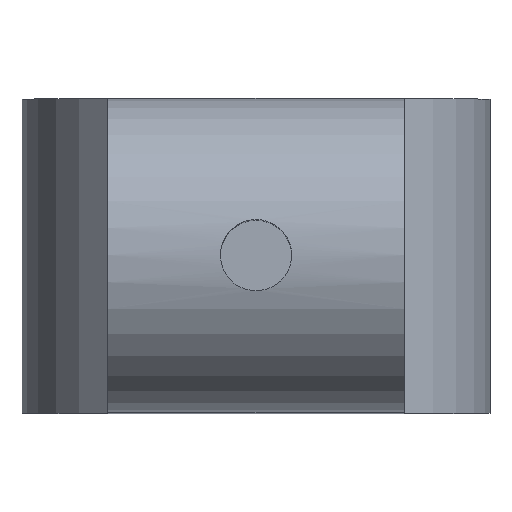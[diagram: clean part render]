
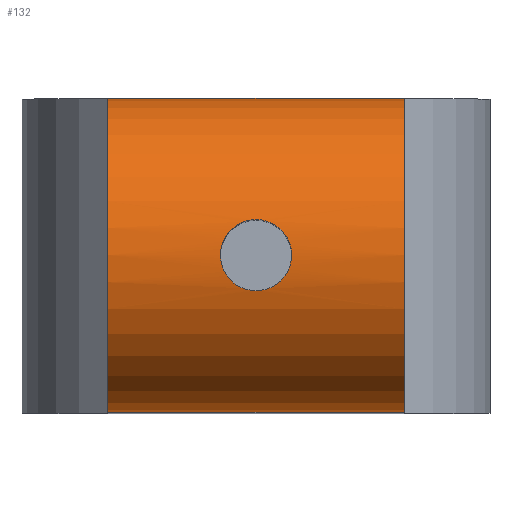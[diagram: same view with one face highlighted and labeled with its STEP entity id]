
A CAD part, top view. The second image highlights one B-rep face of the part: STEP entity #132.
In plain terms, the highlighted cylindrical face has radius 26.5 mm (diameter 53 mm), a partial arc.
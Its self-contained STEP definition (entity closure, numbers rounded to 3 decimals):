
#15=FACE_BOUND('',#32,.T.);
#23=FACE_OUTER_BOUND('',#31,.T.);
#31=EDGE_LOOP('',(#101,#102,#103,#104));
#32=EDGE_LOOP('',(#105,#106));
#38=B_SPLINE_CURVE_WITH_KNOTS('',3,(#220,#221,#222,#223,#224,#225,#226,
#227,#228,#229,#230,#231,#232,#233,#234,#235,#236,#237,#238),
 .UNSPECIFIED.,.F.,.F.,(4,3,3,3,3,3,4),(0.,0.189,0.382,
0.459,0.653,0.843,0.907),
 .UNSPECIFIED.);
#39=B_SPLINE_CURVE_WITH_KNOTS('',3,(#239,#240,#241,#242,#243,#244,#245,
#246,#247,#248,#249,#250,#251,#252,#253,#254,#255,#256,#257,#258,#259,#260,
#261,#262,#263,#264,#265,#266,#267,#268,#269,#270,#271,#272,#273,#274,#275,
#276,#277,#278,#279,#280,#281,#282,#283,#284,#285,#286,#287,#288,#289,#290,
#291,#292,#293,#294,#295,#296,#297,#298,#299),.UNSPECIFIED.,.F.,.F.,(4,
3,3,3,3,3,3,3,3,3,3,3,3,3,3,3,3,3,3,3,4),(0.907,1.099,
1.263,1.355,1.432,1.626,1.78,
1.869,2.06,2.184,2.264,2.341,
2.534,2.708,2.776,2.966,3.085,
3.173,3.247,3.439,3.63),
 .UNSPECIFIED.);
#41=LINE('',#306,#50);
#42=LINE('',#309,#51);
#50=VECTOR('',#187,10.);
#51=VECTOR('',#190,10.);
#60=CIRCLE('',#163,26.5);
#61=CIRCLE('',#164,26.5);
#66=VERTEX_POINT('',#217);
#67=VERTEX_POINT('',#219);
#68=VERTEX_POINT('',#302);
#69=VERTEX_POINT('',#303);
#70=VERTEX_POINT('',#305);
#71=VERTEX_POINT('',#307);
#79=EDGE_CURVE('',#67,#66,#38,.T.);
#80=EDGE_CURVE('',#66,#67,#39,.T.);
#81=EDGE_CURVE('',#68,#69,#60,.T.);
#82=EDGE_CURVE('',#70,#69,#41,.T.);
#83=EDGE_CURVE('',#70,#71,#61,.T.);
#84=EDGE_CURVE('',#68,#71,#42,.T.);
#101=ORIENTED_EDGE('',*,*,#81,.T.);
#102=ORIENTED_EDGE('',*,*,#82,.F.);
#103=ORIENTED_EDGE('',*,*,#83,.T.);
#104=ORIENTED_EDGE('',*,*,#84,.F.);
#105=ORIENTED_EDGE('',*,*,#79,.T.);
#106=ORIENTED_EDGE('',*,*,#80,.T.);
#128=CYLINDRICAL_SURFACE('',#162,26.5);
#132=ADVANCED_FACE('',(#23,#15),#128,.T.);
#162=AXIS2_PLACEMENT_3D('',#301,#183,#184);
#163=AXIS2_PLACEMENT_3D('',#304,#185,#186);
#164=AXIS2_PLACEMENT_3D('',#308,#188,#189);
#183=DIRECTION('center_axis',(1.,0.,0.));
#184=DIRECTION('ref_axis',(0.,1.,0.));
#185=DIRECTION('center_axis',(-1.,0.,0.));
#186=DIRECTION('ref_axis',(0.,1.,0.));
#187=DIRECTION('',(1.,0.,0.));
#188=DIRECTION('center_axis',(1.,0.,0.));
#189=DIRECTION('ref_axis',(0.,1.,0.));
#190=DIRECTION('',(-1.,0.,0.));
#217=CARTESIAN_POINT('',(19.,0.,26.5));
#219=CARTESIAN_POINT('',(25.,-6.,25.812));
#220=CARTESIAN_POINT('Ctrl Pts',(25.,-6.,25.812));
#221=CARTESIAN_POINT('Ctrl Pts',(24.37,-6.,25.812));
#222=CARTESIAN_POINT('Ctrl Pts',(23.705,-5.896,25.837));
#223=CARTESIAN_POINT('Ctrl Pts',(23.074,-5.682,25.884));
#224=CARTESIAN_POINT('Ctrl Pts',(22.431,-5.465,25.931));
#225=CARTESIAN_POINT('Ctrl Pts',(21.823,-5.133,26.001));
#226=CARTESIAN_POINT('Ctrl Pts',(21.303,-4.726,26.075));
#227=CARTESIAN_POINT('Ctrl Pts',(21.093,-4.562,26.105));
#228=CARTESIAN_POINT('Ctrl Pts',(20.899,-4.387,26.135));
#229=CARTESIAN_POINT('Ctrl Pts',(20.718,-4.203,26.165));
#230=CARTESIAN_POINT('Ctrl Pts',(20.269,-3.745,26.238));
#231=CARTESIAN_POINT('Ctrl Pts',(19.87,-3.186,26.315));
#232=CARTESIAN_POINT('Ctrl Pts',(19.579,-2.571,26.375));
#233=CARTESIAN_POINT('Ctrl Pts',(19.291,-1.964,26.434));
#234=CARTESIAN_POINT('Ctrl Pts',(19.107,-1.303,26.476));
#235=CARTESIAN_POINT('Ctrl Pts',(19.036,-0.652,26.492));
#236=CARTESIAN_POINT('Ctrl Pts',(19.012,-0.433,26.497));
#237=CARTESIAN_POINT('Ctrl Pts',(19.,-0.214,26.5));
#238=CARTESIAN_POINT('Ctrl Pts',(19.,0.,26.5));
#239=CARTESIAN_POINT('Ctrl Pts',(19.,0.,26.5));
#240=CARTESIAN_POINT('Ctrl Pts',(19.,0.64,26.5));
#241=CARTESIAN_POINT('Ctrl Pts',(19.107,1.315,26.475));
#242=CARTESIAN_POINT('Ctrl Pts',(19.327,1.955,26.428));
#243=CARTESIAN_POINT('Ctrl Pts',(19.516,2.501,26.387));
#244=CARTESIAN_POINT('Ctrl Pts',(19.786,3.022,26.331));
#245=CARTESIAN_POINT('Ctrl Pts',(20.115,3.484,26.27));
#246=CARTESIAN_POINT('Ctrl Pts',(20.299,3.741,26.236));
#247=CARTESIAN_POINT('Ctrl Pts',(20.5,3.98,26.2));
#248=CARTESIAN_POINT('Ctrl Pts',(20.712,4.197,26.166));
#249=CARTESIAN_POINT('Ctrl Pts',(20.892,4.381,26.136));
#250=CARTESIAN_POINT('Ctrl Pts',(21.085,4.555,26.106));
#251=CARTESIAN_POINT('Ctrl Pts',(21.293,4.718,26.077));
#252=CARTESIAN_POINT('Ctrl Pts',(21.816,5.128,26.002));
#253=CARTESIAN_POINT('Ctrl Pts',(22.427,5.463,25.932));
#254=CARTESIAN_POINT('Ctrl Pts',(23.073,5.682,25.884));
#255=CARTESIAN_POINT('Ctrl Pts',(23.588,5.857,25.845));
#256=CARTESIAN_POINT('Ctrl Pts',(24.125,5.959,25.821));
#257=CARTESIAN_POINT('Ctrl Pts',(24.648,5.99,25.814));
#258=CARTESIAN_POINT('Ctrl Pts',(24.948,6.007,25.81));
#259=CARTESIAN_POINT('Ctrl Pts',(25.242,6.003,25.811));
#260=CARTESIAN_POINT('Ctrl Pts',(25.544,5.975,25.818));
#261=CARTESIAN_POINT('Ctrl Pts',(26.195,5.916,25.831));
#262=CARTESIAN_POINT('Ctrl Pts',(26.859,5.744,25.871));
#263=CARTESIAN_POINT('Ctrl Pts',(27.472,5.467,25.93));
#264=CARTESIAN_POINT('Ctrl Pts',(27.873,5.286,25.968));
#265=CARTESIAN_POINT('Ctrl Pts',(28.253,5.06,26.014));
#266=CARTESIAN_POINT('Ctrl Pts',(28.598,4.802,26.061));
#267=CARTESIAN_POINT('Ctrl Pts',(28.816,4.638,26.091));
#268=CARTESIAN_POINT('Ctrl Pts',(29.02,4.462,26.122));
#269=CARTESIAN_POINT('Ctrl Pts',(29.207,4.278,26.152));
#270=CARTESIAN_POINT('Ctrl Pts',(29.391,4.097,26.182));
#271=CARTESIAN_POINT('Ctrl Pts',(29.566,3.902,26.212));
#272=CARTESIAN_POINT('Ctrl Pts',(29.73,3.692,26.242));
#273=CARTESIAN_POINT('Ctrl Pts',(30.136,3.172,26.315));
#274=CARTESIAN_POINT('Ctrl Pts',(30.467,2.564,26.384));
#275=CARTESIAN_POINT('Ctrl Pts',(30.684,1.921,26.43));
#276=CARTESIAN_POINT('Ctrl Pts',(30.881,1.338,26.473));
#277=CARTESIAN_POINT('Ctrl Pts',(30.985,0.727,26.496));
#278=CARTESIAN_POINT('Ctrl Pts',(30.998,0.141,26.5));
#279=CARTESIAN_POINT('Ctrl Pts',(31.004,-0.085,26.501));
#280=CARTESIAN_POINT('Ctrl Pts',(30.996,-0.31,26.499));
#281=CARTESIAN_POINT('Ctrl Pts',(30.976,-0.54,26.494));
#282=CARTESIAN_POINT('Ctrl Pts',(30.917,-1.19,26.481));
#283=CARTESIAN_POINT('Ctrl Pts',(30.746,-1.854,26.442));
#284=CARTESIAN_POINT('Ctrl Pts',(30.47,-2.466,26.385));
#285=CARTESIAN_POINT('Ctrl Pts',(30.297,-2.849,26.349));
#286=CARTESIAN_POINT('Ctrl Pts',(30.084,-3.212,26.307));
#287=CARTESIAN_POINT('Ctrl Pts',(29.842,-3.544,26.262));
#288=CARTESIAN_POINT('Ctrl Pts',(29.662,-3.789,26.229));
#289=CARTESIAN_POINT('Ctrl Pts',(29.466,-4.017,26.195));
#290=CARTESIAN_POINT('Ctrl Pts',(29.261,-4.224,26.161));
#291=CARTESIAN_POINT('Ctrl Pts',(29.09,-4.397,26.133));
#292=CARTESIAN_POINT('Ctrl Pts',(28.906,-4.562,26.105));
#293=CARTESIAN_POINT('Ctrl Pts',(28.709,-4.717,26.077));
#294=CARTESIAN_POINT('Ctrl Pts',(28.191,-5.124,26.003));
#295=CARTESIAN_POINT('Ctrl Pts',(27.585,-5.457,25.933));
#296=CARTESIAN_POINT('Ctrl Pts',(26.945,-5.676,25.885));
#297=CARTESIAN_POINT('Ctrl Pts',(26.308,-5.894,25.837));
#298=CARTESIAN_POINT('Ctrl Pts',(25.637,-6.,25.812));
#299=CARTESIAN_POINT('Ctrl Pts',(25.,-6.,25.812));
#301=CARTESIAN_POINT('Origin',(0.,0.,0.));
#302=CARTESIAN_POINT('',(50.,-26.5,0.));
#303=CARTESIAN_POINT('',(50.,26.5,0.));
#304=CARTESIAN_POINT('Origin',(50.,0.,0.));
#305=CARTESIAN_POINT('',(0.,26.5,0.));
#306=CARTESIAN_POINT('',(0.,26.5,0.));
#307=CARTESIAN_POINT('',(0.,-26.5,0.));
#308=CARTESIAN_POINT('Origin',(0.,0.,0.));
#309=CARTESIAN_POINT('',(0.,-26.5,0.));
